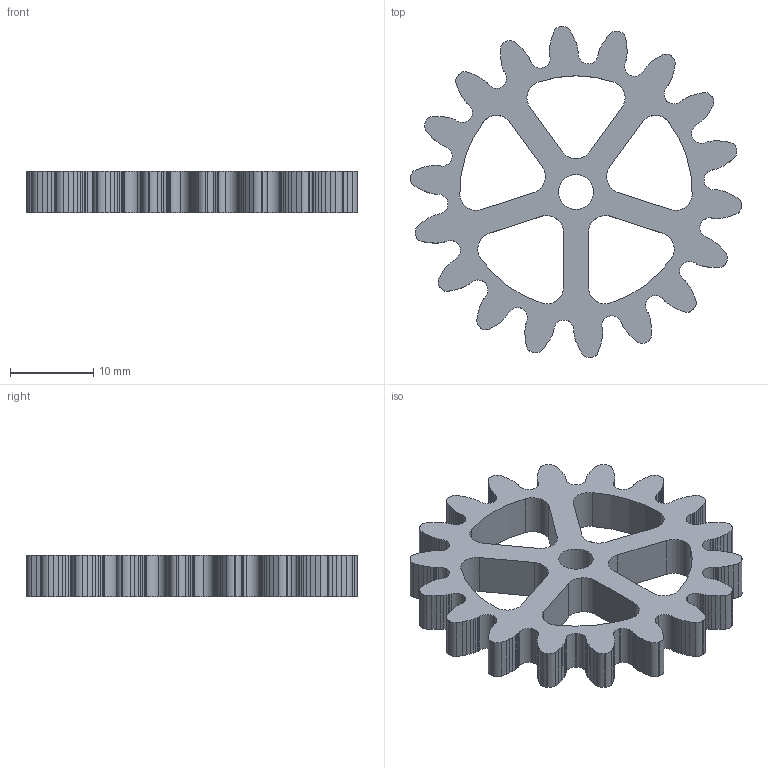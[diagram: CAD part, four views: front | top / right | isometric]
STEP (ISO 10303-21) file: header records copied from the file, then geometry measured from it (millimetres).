
FILE_DESCRIPTION(('STEP AP242'), '1');
FILE_NAME('itemGearMotor2', '', ('UNSPECIFIED'), ('UNSPECIFIED'), 'C3D Converter', 'C3D Toolkit', '');
FILE_SCHEMA(('AP242_MANAGED_MODEL_BASED_3D_ENGINEERING_MIM_LF { 1 0 10303 442 1 1 4 }'));
Length unit declared in the file: millimetre
Bounding box: 39.86 x 39.86 x 5 mm (x, y, z)
Volume: 2926.5 mm3; surface area: 3163.1 mm2
Topology: 1 solids, 1 shells, 475 faces, 1419 edges, 946 vertices
Faces by surface type: plane 336, cylinder 139
Full cylindrical faces by diameter (mm): 4.2 x1
Entity records: 15965 total; most frequent: CARTESIAN_POINT 2840, ORIENTED_EDGE 2836, DIRECTION 2648, EDGE_CURVE 1418, LINE 1140, VECTOR 1140, VERTEX_POINT 946, AXIS2_PLACEMENT_3D 754
